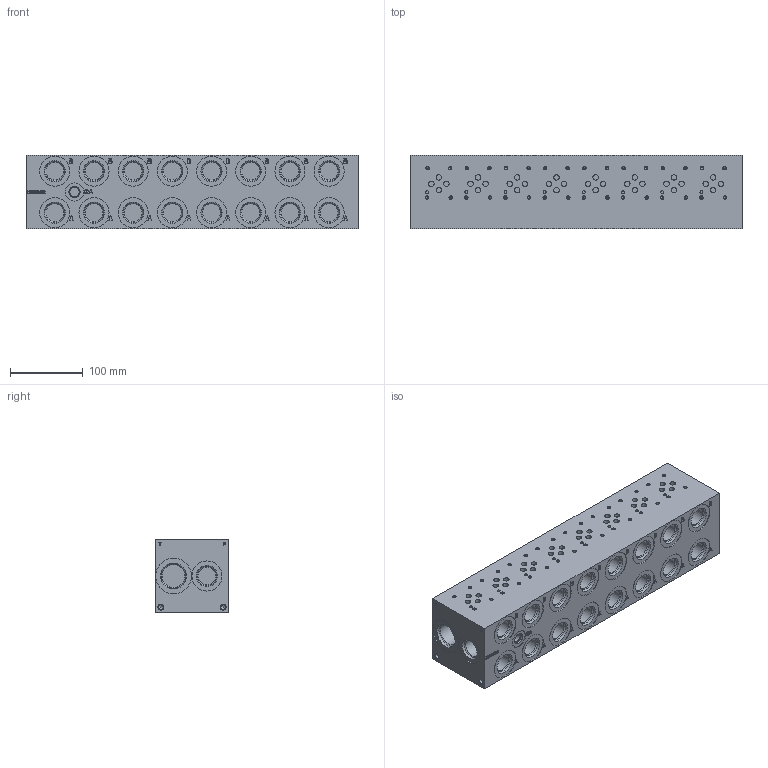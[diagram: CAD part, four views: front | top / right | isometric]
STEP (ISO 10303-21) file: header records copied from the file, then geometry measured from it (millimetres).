
FILE_DESCRIPTION( ( 'STEP AP214' ), ' ' );
FILE_NAME( 'AD03HP082S.stp', '2018-04-21T01:52:57', ( '' ), ( '' ), ' ', 'PARTsolutions', ' ' );
FILE_SCHEMA( ( 'AUTOMOTIVE_DESIGN { 1 0 10303 214 1 1 1 1 }' ) );
Length unit declared in the file: inch
Products named in the file (1): _AD03HP082S
Bounding box: 457.2 x 101.6 x 101.6 mm (x, y, z)
Volume: 4430540.1 mm3; surface area: 258141.3 mm2
Topology: 1 solids, 1 shells, 738 faces, 1679 edges, 1082 vertices
Faces by surface type: plane 427, cylinder 197, cone 114
Full cylindrical faces by diameter (mm): 3.68 x32, 4.013 x8, 6.411 x4, 7.493 x32, 12.761 x1, 24.696 x18, 25.019 x1, 31.046 x2, 41.453 x18, 48.971 x2
Entity records: 25141 total; most frequent: DIRECTION 3359, CARTESIAN_POINT 3228, ORIENTED_EDGE 2818, EDGE_CURVE 1409, AXIS2_PLACEMENT_3D 1211, EDGE_LOOP 1109, VERTEX_POINT 1080, LINE 937
